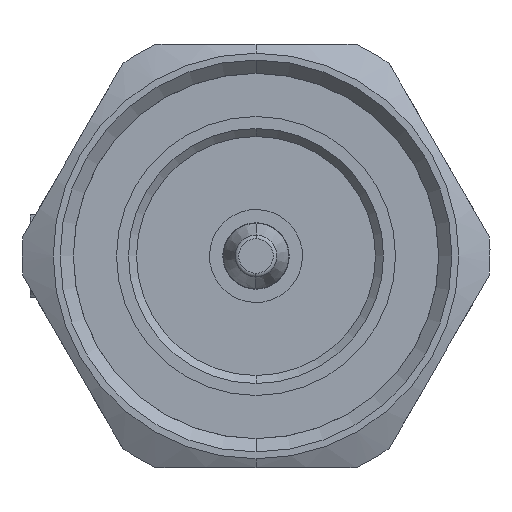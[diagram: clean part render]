
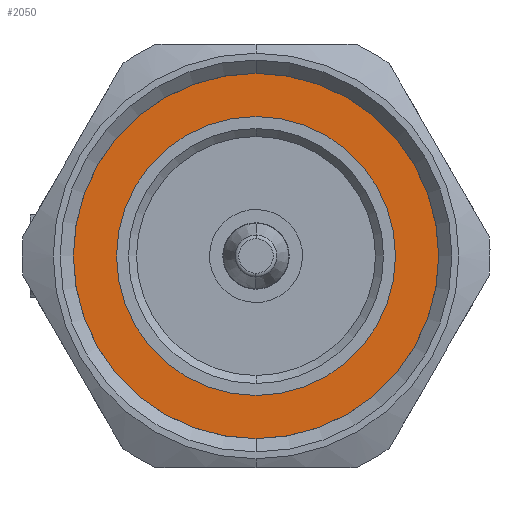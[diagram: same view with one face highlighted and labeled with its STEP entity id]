
A CAD part, left-side view. The second image highlights one B-rep face of the part: STEP entity #2050.
In plain terms, the highlighted planar face has unit normal (-1, 0, 0).
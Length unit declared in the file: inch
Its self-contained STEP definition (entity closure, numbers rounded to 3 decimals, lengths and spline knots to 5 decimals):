
#53 = CARTESIAN_POINT ( 'NONE',  ( 0.24669, 0., 0. ) ) ;
#97 = ORIENTED_EDGE ( 'NONE', *, *, #2645, .T. ) ;
#101 = ORIENTED_EDGE ( 'NONE', *, *, #1980, .T. ) ;
#188 = EDGE_CURVE ( 'NONE', #2056, #3104, #952, .T. ) ;
#447 = AXIS2_PLACEMENT_3D ( 'NONE', #3599, #2406, #1744 ) ;
#517 = DIRECTION ( 'NONE',  ( 0., 0., -1. ) ) ;
#676 = DIRECTION ( 'NONE',  ( 0., 1., 0. ) ) ;
#869 = AXIS2_PLACEMENT_3D ( 'NONE', #1801, #3270, #1162 ) ;
#910 = DIRECTION ( 'NONE',  ( 1., 0., 0. ) ) ;
#952 = CIRCLE ( 'NONE', #2476, 0.5601 ) ;
#1078 = AXIS2_PLACEMENT_3D ( 'NONE', #53, #910, #676 ) ;
#1126 = EDGE_CURVE ( 'NONE', #3104, #2056, #3158, .T. ) ;
#1162 = DIRECTION ( 'NONE',  ( 0., 0., -1. ) ) ;
#1190 = EDGE_LOOP ( 'NONE', ( #2055, #2618 ) ) ;
#1467 = CARTESIAN_POINT ( 'NONE',  ( 0.24669, 0., 0.5601 ) ) ;
#1544 = PLANE ( 'NONE',  #1078 ) ;
#1593 = FACE_BOUND ( 'NONE', #1607, .T. ) ;
#1607 = EDGE_LOOP ( 'NONE', ( #97, #101 ) ) ;
#1688 = CIRCLE ( 'NONE', #869, 0.41339 ) ;
#1744 = DIRECTION ( 'NONE',  ( 0., 0., -1. ) ) ;
#1801 = CARTESIAN_POINT ( 'NONE',  ( 0.24669, 0., 0. ) ) ;
#1980 = EDGE_CURVE ( 'NONE', #3408, #3335, #2143, .T. ) ;
#2038 = CARTESIAN_POINT ( 'NONE',  ( 0.24669, 0., 0. ) ) ;
#2050 = ADVANCED_FACE ( 'NONE', ( #3397, #1593 ), #1544, .F. ) ;
#2055 = ORIENTED_EDGE ( 'NONE', *, *, #1126, .F. ) ;
#2056 = VERTEX_POINT ( 'NONE', #3332 ) ;
#2077 = AXIS2_PLACEMENT_3D ( 'NONE', #2038, #2300, #517 ) ;
#2143 = CIRCLE ( 'NONE', #447, 0.41339 ) ;
#2300 = DIRECTION ( 'NONE',  ( 1., 0., 0. ) ) ;
#2406 = DIRECTION ( 'NONE',  ( 1., 0., 0. ) ) ;
#2476 = AXIS2_PLACEMENT_3D ( 'NONE', #2775, #3729, #3688 ) ;
#2618 = ORIENTED_EDGE ( 'NONE', *, *, #188, .F. ) ;
#2645 = EDGE_CURVE ( 'NONE', #3335, #3408, #1688, .T. ) ;
#2775 = CARTESIAN_POINT ( 'NONE',  ( 0.24669, 0., 0. ) ) ;
#2904 = CARTESIAN_POINT ( 'NONE',  ( 0.24669, 0., 0.41339 ) ) ;
#2959 = CARTESIAN_POINT ( 'NONE',  ( 0.24669, 0., -0.41339 ) ) ;
#3104 = VERTEX_POINT ( 'NONE', #1467 ) ;
#3158 = CIRCLE ( 'NONE', #2077, 0.5601 ) ;
#3270 = DIRECTION ( 'NONE',  ( 1., 0., 0. ) ) ;
#3332 = CARTESIAN_POINT ( 'NONE',  ( 0.24669, 0., -0.5601 ) ) ;
#3335 = VERTEX_POINT ( 'NONE', #2904 ) ;
#3397 = FACE_OUTER_BOUND ( 'NONE', #1190, .T. ) ;
#3408 = VERTEX_POINT ( 'NONE', #2959 ) ;
#3599 = CARTESIAN_POINT ( 'NONE',  ( 0.24669, 0., 0. ) ) ;
#3688 = DIRECTION ( 'NONE',  ( 0., 0., -1. ) ) ;
#3729 = DIRECTION ( 'NONE',  ( 1., 0., 0. ) ) ;
